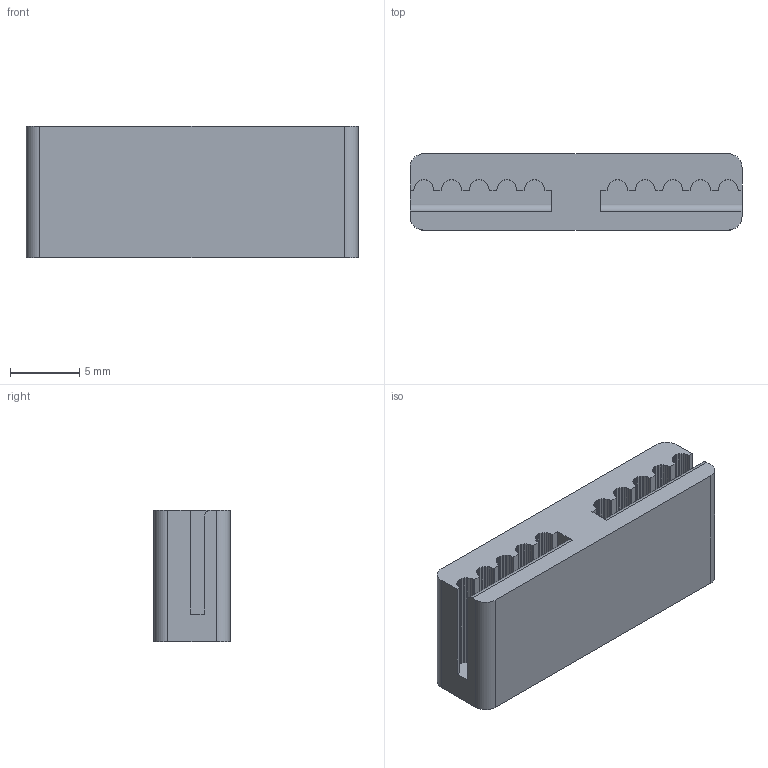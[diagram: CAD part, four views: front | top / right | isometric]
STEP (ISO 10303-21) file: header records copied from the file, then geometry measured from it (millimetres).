
FILE_DESCRIPTION (( 'STEP AP203' ), '1' );
FILE_NAME ('timing belt coupler.STEP', '2016-08-03T15:25:33', ( '' ), ( '' ), 'SwSTEP 2.0', 'SolidWorks 2015', '' );
FILE_SCHEMA (( 'CONFIG_CONTROL_DESIGN' ));
Length unit declared in the file: millimetre
Products named in the file (1): timing belt coupler
Bounding box: 24 x 5.52 x 9.5 mm (x, y, z)
Volume: 1030.6 mm3; surface area: 1175.5 mm2
Topology: 1 solids, 1 shells, 380 faces, 1134 edges, 756 vertices
Faces by surface type: plane 374, cylinder 6
Entity records: 12587 total; most frequent: CARTESIAN_POINT 2271, ORIENTED_EDGE 2268, DIRECTION 1908, EDGE_CURVE 1134, LINE 1122, VECTOR 1122, VERTEX_POINT 756, AXIS2_PLACEMENT_3D 393
